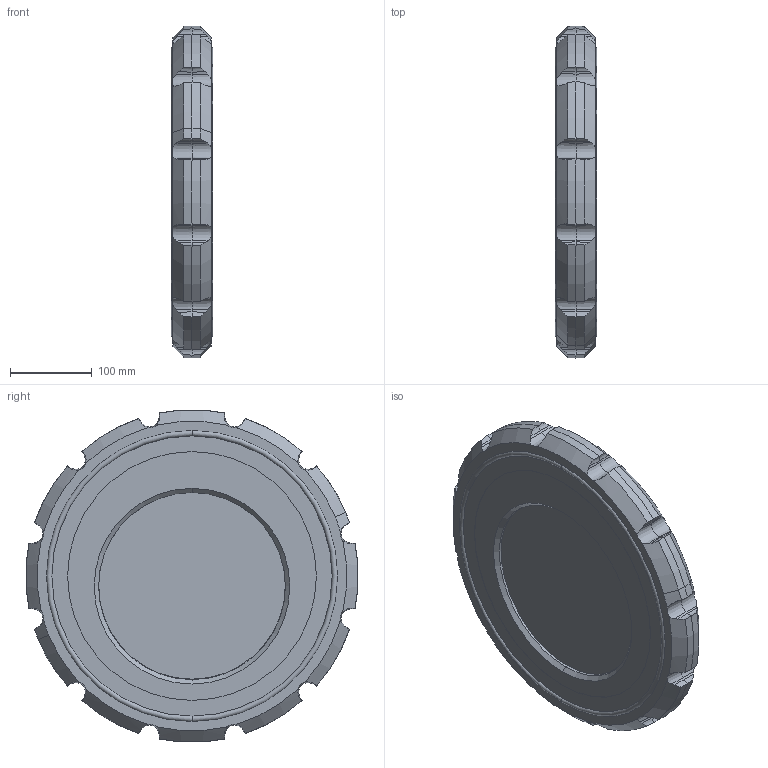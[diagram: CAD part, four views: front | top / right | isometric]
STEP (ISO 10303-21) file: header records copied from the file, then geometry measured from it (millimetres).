
FILE_DESCRIPTION(('STEP AP214'),'1');
FILE_NAME('cctmp_673BE689-5FE9-4D01-A097-CA5FC83AC1C7_2021_10_22_11_21_05_0615..stp','2021-10-22T09:21:05',('Praher Valves GmbH'),('CADClick - www.CADClick.com'),'Spatial InterOp 3D',' ','unknown authorization');
FILE_SCHEMA(('AUTOMOTIVE_DESIGN'));
Length unit declared in the file: millimetre
Products named in the file (1): 1
Bounding box: 50.56 x 405.5 x 405.5 mm (x, y, z)
Volume: 4615430.8 mm3; surface area: 418313.8 mm2
Topology: 1 solids, 1 shells, 353 faces, 913 edges, 572 vertices
Faces by surface type: cone 143, plane 124, cylinder 62, torus 24
Entity records: 14587 total; most frequent: CARTESIAN_POINT 3313, ORIENTED_EDGE 1826, DIRECTION 1747, EDGE_CURVE 913, AXIS2_PLACEMENT_3D 686, VERTEX_POINT 572, LINE 375, VECTOR 375
